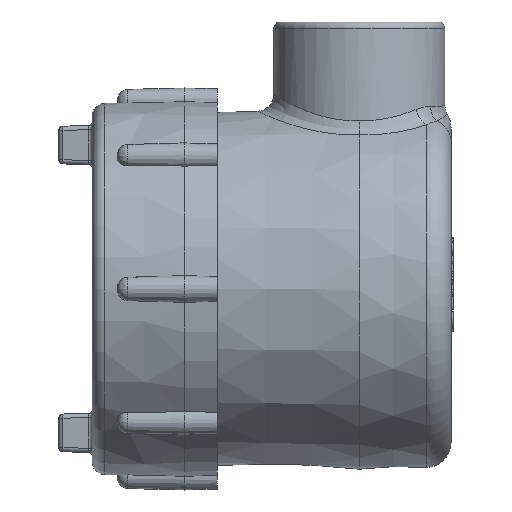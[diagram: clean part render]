
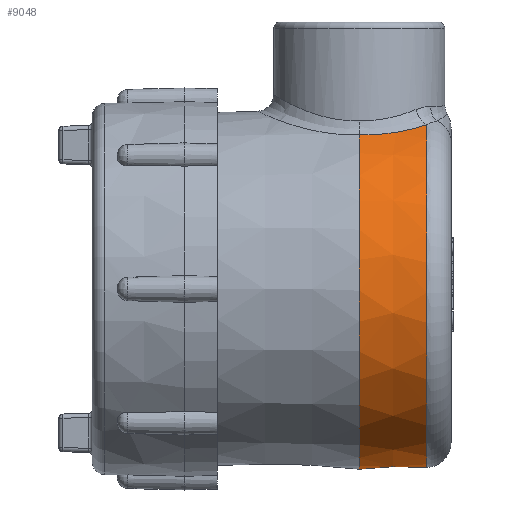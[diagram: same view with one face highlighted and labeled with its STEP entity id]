
A CAD part, left-side view. The second image highlights one B-rep face of the part: STEP entity #9048.
In plain terms, the highlighted conical face has half-angle 1.5 degrees and reference radius 34.291 mm.
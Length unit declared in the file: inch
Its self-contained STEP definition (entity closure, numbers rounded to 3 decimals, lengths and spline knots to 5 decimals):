
#663=FACE_OUTER_BOUND('',#1248,.T.);
#1248=EDGE_LOOP('',(#6464,#6465,#6466,#6467));
#3433=B_SPLINE_CURVE_WITH_KNOTS('',3,(#14238,#14239,#14240,#14241,#14242,
#14243,#14244,#14245,#14246,#14247,#14248,#14249,#14250,#14251,#14252,#14253,
#14254,#14255,#14256,#14257,#14258,#14259),.UNSPECIFIED.,.F.,.F.,(4,3,3,
3,3,3,3,4),(0.,0.22501,0.45484,0.50065,0.72507,
0.92666,0.94948,1.),.UNSPECIFIED.);
#3434=B_SPLINE_CURVE_WITH_KNOTS('',3,(#14262,#14263,#14264,#14265,#14266,
#14267,#14268,#14269,#14270,#14271,#14272,#14273,#14274,#14275,#14276,#14277,
#14278,#14279,#14280),.UNSPECIFIED.,.F.,.F.,(4,3,3,3,3,3,4),(0.,0.19685,
0.4083,0.49928,0.72606,0.94817,
1.),.UNSPECIFIED.);
#3668=CIRCLE('',#9671,1.35005);
#3686=CIRCLE('',#9704,1.33683);
#3945=VERTEX_POINT('',#12682);
#3946=VERTEX_POINT('',#12723);
#4168=VERTEX_POINT('',#14237);
#4169=VERTEX_POINT('',#14260);
#4835=EDGE_CURVE('',#3945,#3946,#3668,.T.);
#5066=EDGE_CURVE('',#3945,#4168,#3433,.T.);
#5067=EDGE_CURVE('',#4168,#4169,#3686,.T.);
#5068=EDGE_CURVE('',#4169,#3946,#3434,.T.);
#6464=ORIENTED_EDGE('',*,*,#4835,.F.);
#6465=ORIENTED_EDGE('',*,*,#5066,.T.);
#6466=ORIENTED_EDGE('',*,*,#5067,.T.);
#6467=ORIENTED_EDGE('',*,*,#5068,.T.);
#9001=CONICAL_SURFACE('',#9703,1.35005,0.026);
#9048=ADVANCED_FACE('',(#663),#9001,.T.);
#9671=AXIS2_PLACEMENT_3D('',#12724,#10408,#10409);
#9703=AXIS2_PLACEMENT_3D('',#14236,#10619,#10620);
#9704=AXIS2_PLACEMENT_3D('',#14261,#10621,#10622);
#10408=DIRECTION('center_axis',(0.,1.,0.));
#10409=DIRECTION('ref_axis',(0.,0.,1.));
#10619=DIRECTION('center_axis',(0.,1.,0.));
#10620=DIRECTION('ref_axis',(0.707,0.,-0.707));
#10621=DIRECTION('center_axis',(0.,1.,0.));
#10622=DIRECTION('ref_axis',(0.,0.,-1.));
#12682=CARTESIAN_POINT('',(0.70064,0.6875,1.15401));
#12723=CARTESIAN_POINT('',(-1.15401,0.6875,-0.70064));
#12724=CARTESIAN_POINT('Origin',(0.,0.6875,0.));
#14236=CARTESIAN_POINT('Origin',(0.,0.6875,0.));
#14237=CARTESIAN_POINT('',(0.52355,0.18259,1.23005));
#14238=CARTESIAN_POINT('Ctrl Pts',(0.70064,0.6875,
1.15401));
#14239=CARTESIAN_POINT('Ctrl Pts',(0.70044,0.64571,
1.15286));
#14240=CARTESIAN_POINT('Ctrl Pts',(0.69715,0.60447,
1.15367));
#14241=CARTESIAN_POINT('Ctrl Pts',(0.69086,0.5639,
1.15619));
#14242=CARTESIAN_POINT('Ctrl Pts',(0.68444,0.52247,1.15877));
#14243=CARTESIAN_POINT('Ctrl Pts',(0.6749,0.48172,
1.16314));
#14244=CARTESIAN_POINT('Ctrl Pts',(0.66227,0.44181,
1.16907));
#14245=CARTESIAN_POINT('Ctrl Pts',(0.65976,0.43385,
1.17025));
#14246=CARTESIAN_POINT('Ctrl Pts',(0.65712,0.42593,
1.17149));
#14247=CARTESIAN_POINT('Ctrl Pts',(0.65436,0.41804,
1.1728));
#14248=CARTESIAN_POINT('Ctrl Pts',(0.64083,0.37939,
1.17919));
#14249=CARTESIAN_POINT('Ctrl Pts',(0.62449,0.34205,1.18691));
#14250=CARTESIAN_POINT('Ctrl Pts',(0.60546,0.30629,
1.1955));
#14251=CARTESIAN_POINT('Ctrl Pts',(0.58836,0.27417,
1.20321));
#14252=CARTESIAN_POINT('Ctrl Pts',(0.56909,0.24332,
1.21163));
#14253=CARTESIAN_POINT('Ctrl Pts',(0.54772,0.21399,
1.22038));
#14254=CARTESIAN_POINT('Ctrl Pts',(0.5453,0.21067,1.22137));
#14255=CARTESIAN_POINT('Ctrl Pts',(0.54285,0.20737,
1.22236));
#14256=CARTESIAN_POINT('Ctrl Pts',(0.54038,0.20409,
1.22336));
#14257=CARTESIAN_POINT('Ctrl Pts',(0.5349,0.19682,1.22557));
#14258=CARTESIAN_POINT('Ctrl Pts',(0.52929,0.18966,
1.2278));
#14259=CARTESIAN_POINT('Ctrl Pts',(0.52355,0.18259,
1.23005));
#14260=CARTESIAN_POINT('',(-1.23005,0.18259,-0.52355));
#14261=CARTESIAN_POINT('Origin',(0.,0.18259,0.));
#14262=CARTESIAN_POINT('Ctrl Pts',(-1.23005,0.18259,
-0.52355));
#14263=CARTESIAN_POINT('Ctrl Pts',(-1.22131,0.21012,
-0.54593));
#14264=CARTESIAN_POINT('Ctrl Pts',(-1.21275,0.2392,
-0.56631));
#14265=CARTESIAN_POINT('Ctrl Pts',(-1.20474,0.26957,
-0.58465));
#14266=CARTESIAN_POINT('Ctrl Pts',(-1.19613,0.30219,
-0.60434));
#14267=CARTESIAN_POINT('Ctrl Pts',(-1.18815,0.33631,-0.62167));
#14268=CARTESIAN_POINT('Ctrl Pts',(-1.18118,0.37169,
-0.63655));
#14269=CARTESIAN_POINT('Ctrl Pts',(-1.17819,0.38691,
-0.64295));
#14270=CARTESIAN_POINT('Ctrl Pts',(-1.17538,0.40236,
-0.64889));
#14271=CARTESIAN_POINT('Ctrl Pts',(-1.17279,0.41803,
-0.65437));
#14272=CARTESIAN_POINT('Ctrl Pts',(-1.16633,0.45708,
-0.66804));
#14273=CARTESIAN_POINT('Ctrl Pts',(-1.16136,0.49696,
-0.67871));
#14274=CARTESIAN_POINT('Ctrl Pts',(-1.15807,0.53755,
-0.68635));
#14275=CARTESIAN_POINT('Ctrl Pts',(-1.15486,0.5773,
-0.69383));
#14276=CARTESIAN_POINT('Ctrl Pts',(-1.15327,0.61772,
-0.69841));
#14277=CARTESIAN_POINT('Ctrl Pts',(-1.15353,0.65871,
-0.70001));
#14278=CARTESIAN_POINT('Ctrl Pts',(-1.15359,0.66828,
-0.70038));
#14279=CARTESIAN_POINT('Ctrl Pts',(-1.15375,0.67787,
-0.7006));
#14280=CARTESIAN_POINT('Ctrl Pts',(-1.15401,0.6875,
-0.70064));
